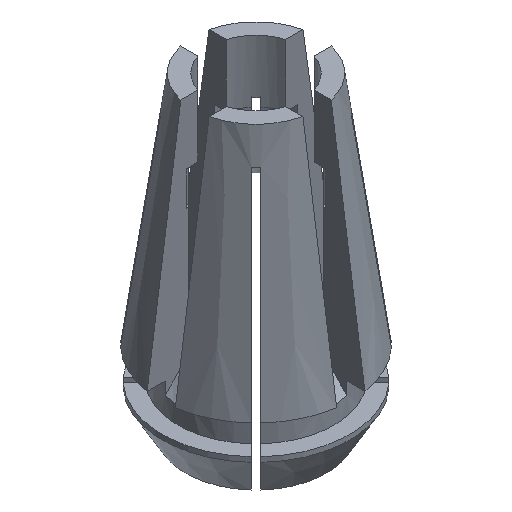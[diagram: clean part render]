
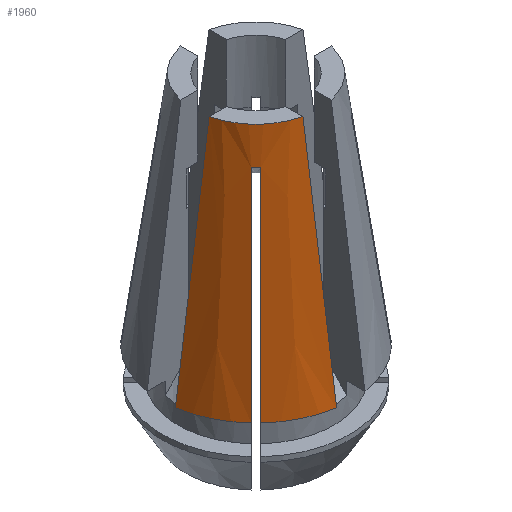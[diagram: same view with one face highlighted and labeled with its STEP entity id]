
A CAD part, isometric view. The second image highlights one B-rep face of the part: STEP entity #1960.
In plain terms, the highlighted conical face has half-angle 8 degrees and reference radius 8.464 mm.
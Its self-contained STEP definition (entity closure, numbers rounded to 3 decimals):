
#6 = VERTEX_POINT ( 'NONE', #2848 ) ;
#79 = CARTESIAN_POINT ( 'NONE',  ( -4.203, -4.628, -5.059 ) ) ;
#110 = CARTESIAN_POINT ( 'NONE',  ( -6.193, -5.769, -20.8 ) ) ;
#116 = CARTESIAN_POINT ( 'NONE',  ( -5.705, -5.281, -15.895 ) ) ;
#226 = CARTESIAN_POINT ( 'NONE',  ( -7.386, -1.25, -13.866 ) ) ;
#280 = CARTESIAN_POINT ( 'NONE',  ( -3.999, -4.423, -3.005 ) ) ;
#338 = ORIENTED_EDGE ( 'NONE', *, *, #761, .T. ) ;
#341 = CARTESIAN_POINT ( 'NONE',  ( -4.101, -4.525, -4.032 ) ) ;
#399 = CARTESIAN_POINT ( 'NONE',  ( -5.218, -4.793, -10.99 ) ) ;
#453 = VERTEX_POINT ( 'NONE', #624 ) ;
#480 = DIRECTION ( 'NONE',  ( 0., 0., 1. ) ) ;
#541 = EDGE_CURVE ( 'NONE', #2295, #6, #2171, .T. ) ;
#610 = CARTESIAN_POINT ( 'NONE',  ( -4.628, -4.203, -5.059 ) ) ;
#624 = CARTESIAN_POINT ( 'NONE',  ( -1.25, -8.371, -20.8 ) ) ;
#630 = EDGE_LOOP ( 'NONE', ( #1939, #2377, #1449, #656, #3039, #1341, #338, #3050 ) ) ;
#656 = ORIENTED_EDGE ( 'NONE', *, *, #2581, .F. ) ;
#761 = EDGE_CURVE ( 'NONE', #6, #2797, #1247, .T. ) ;
#809 = AXIS2_PLACEMENT_3D ( 'NONE', #1303, #3184, #3192 ) ;
#1051 = VERTEX_POINT ( 'NONE', #2937 ) ;
#1092 = CARTESIAN_POINT ( 'NONE',  ( -1.25, -6.398, -6.932 ) ) ;
#1120 = AXIS2_PLACEMENT_3D ( 'NONE', #2614, #1801, #1240 ) ;
#1128 = CARTESIAN_POINT ( 'NONE',  ( -5.769, -6.193, -20.8 ) ) ;
#1144 = CARTESIAN_POINT ( 'NONE',  ( -4.793, -5.218, -10.99 ) ) ;
#1160 = VERTEX_POINT ( 'NONE', #2976 ) ;
#1209 = CARTESIAN_POINT ( 'NONE',  ( 0., 0., -20.8 ) ) ;
#1236 = B_SPLINE_CURVE_WITH_KNOTS ( 'NONE', 3,
 ( #1128, #1370, #1144, #1652, #79, #341, #1932 ),
 .UNSPECIFIED., .F., .F.,
 ( 4, 3, 4 ),
 ( 0., 0.015, 0.018 ),
 .UNSPECIFIED. ) ;
#1240 = DIRECTION ( 'NONE',  ( 1., 0., 0. ) ) ;
#1247 = B_SPLINE_CURVE_WITH_KNOTS ( 'NONE', 3,
 ( #110, #116, #399, #2519, #610, #2482, #1405 ),
 .UNSPECIFIED., .F., .F.,
 ( 4, 3, 4 ),
 ( 0., 0.015, 0.018 ),
 .UNSPECIFIED. ) ;
#1258 = CARTESIAN_POINT ( 'NONE',  ( 0., 0., -20.8 ) ) ;
#1301 = EDGE_CURVE ( 'NONE', #2225, #453, #2328, .T. ) ;
#1303 = CARTESIAN_POINT ( 'NONE',  ( 0., 0., -20.8 ) ) ;
#1341 = ORIENTED_EDGE ( 'NONE', *, *, #541, .T. ) ;
#1353 = FACE_OUTER_BOUND ( 'NONE', #630, .T. ) ;
#1368 = CARTESIAN_POINT ( 'NONE',  ( -3.999, -4.423, -3.005 ) ) ;
#1370 = CARTESIAN_POINT ( 'NONE',  ( -5.281, -5.705, -15.895 ) ) ;
#1405 = CARTESIAN_POINT ( 'NONE',  ( -4.423, -3.999, -3.005 ) ) ;
#1449 = ORIENTED_EDGE ( 'NONE', *, *, #1301, .F. ) ;
#1541 = VERTEX_POINT ( 'NONE', #280 ) ;
#1544 = CARTESIAN_POINT ( 'NONE',  ( -6.398, -1.25, -6.932 ) ) ;
#1599 = CARTESIAN_POINT ( 'NONE',  ( -4.423, -3.999, -3.005 ) ) ;
#1644 = CIRCLE ( 'NONE', #1120, 5.54 ) ;
#1652 = CARTESIAN_POINT ( 'NONE',  ( -4.305, -4.73, -6.086 ) ) ;
#1693 = EDGE_CURVE ( 'NONE', #1160, #453, #3324, .T. ) ;
#1761 = EDGE_CURVE ( 'NONE', #1051, #2295, #2811, .T. ) ;
#1773 = DIRECTION ( 'NONE',  ( 0., 0., 1. ) ) ;
#1775 = DIRECTION ( 'NONE',  ( 1., 0., 0. ) ) ;
#1788 = CARTESIAN_POINT ( 'NONE',  ( -5.398, -1.25, 0. ) ) ;
#1801 = DIRECTION ( 'NONE',  ( 0., 0., 1. ) ) ;
#1894 = CARTESIAN_POINT ( 'NONE',  ( -1.25, -5.398, 0. ) ) ;
#1932 = CARTESIAN_POINT ( 'NONE',  ( -3.999, -4.423, -3.005 ) ) ;
#1939 = ORIENTED_EDGE ( 'NONE', *, *, #2991, .F. ) ;
#1944 = CARTESIAN_POINT ( 'NONE',  ( -1.25, -8.371, -20.8 ) ) ;
#1960 = ADVANCED_FACE ( 'NONE', ( #1353 ), #2320, .T. ) ;
#2066 = AXIS2_PLACEMENT_3D ( 'NONE', #1209, #1773, #2325 ) ;
#2171 = CIRCLE ( 'NONE', #2066, 8.464 ) ;
#2225 = VERTEX_POINT ( 'NONE', #2669 ) ;
#2276 = EDGE_CURVE ( 'NONE', #2797, #1541, #3320, .T. ) ;
#2295 = VERTEX_POINT ( 'NONE', #2697 ) ;
#2320 = CONICAL_SURFACE ( 'NONE', #809, 8.464, 0.14 ) ;
#2325 = DIRECTION ( 'NONE',  ( 1., 0., 0. ) ) ;
#2328 = B_SPLINE_CURVE_WITH_KNOTS ( 'NONE', 3,
 ( #1894, #1092, #3236, #1944 ),
 .UNSPECIFIED., .F., .F.,
 ( 4, 4 ),
 ( 0.018, 0.039 ),
 .UNSPECIFIED. ) ;
#2377 = ORIENTED_EDGE ( 'NONE', *, *, #1693, .T. ) ;
#2450 = CARTESIAN_POINT ( 'NONE',  ( -4.289, -4.146, -2.998 ) ) ;
#2482 = CARTESIAN_POINT ( 'NONE',  ( -4.525, -4.101, -4.032 ) ) ;
#2519 = CARTESIAN_POINT ( 'NONE',  ( -4.73, -4.305, -6.086 ) ) ;
#2581 = EDGE_CURVE ( 'NONE', #1051, #2225, #1644, .T. ) ;
#2614 = CARTESIAN_POINT ( 'NONE',  ( 0., 0., 0. ) ) ;
#2641 = AXIS2_PLACEMENT_3D ( 'NONE', #1258, #480, #1775 ) ;
#2669 = CARTESIAN_POINT ( 'NONE',  ( -1.25, -5.398, 0. ) ) ;
#2697 = CARTESIAN_POINT ( 'NONE',  ( -8.371, -1.25, -20.8 ) ) ;
#2797 = VERTEX_POINT ( 'NONE', #3414 ) ;
#2811 = B_SPLINE_CURVE_WITH_KNOTS ( 'NONE', 3,
 ( #1788, #1544, #226, #3342 ),
 .UNSPECIFIED., .F., .F.,
 ( 4, 4 ),
 ( 0.018, 0.039 ),
 .UNSPECIFIED. ) ;
#2848 = CARTESIAN_POINT ( 'NONE',  ( -6.193, -5.769, -20.8 ) ) ;
#2937 = CARTESIAN_POINT ( 'NONE',  ( -5.398, -1.25, 0. ) ) ;
#2968 = CARTESIAN_POINT ( 'NONE',  ( -4.147, -4.288, -2.998 ) ) ;
#2976 = CARTESIAN_POINT ( 'NONE',  ( -5.769, -6.193, -20.8 ) ) ;
#2991 = EDGE_CURVE ( 'NONE', #1160, #1541, #1236, .T. ) ;
#3039 = ORIENTED_EDGE ( 'NONE', *, *, #1761, .T. ) ;
#3050 = ORIENTED_EDGE ( 'NONE', *, *, #2276, .T. ) ;
#3184 = DIRECTION ( 'NONE',  ( 0., 0., -1. ) ) ;
#3192 = DIRECTION ( 'NONE',  ( -1., 0., 0. ) ) ;
#3236 = CARTESIAN_POINT ( 'NONE',  ( -1.25, -7.386, -13.866 ) ) ;
#3320 = B_SPLINE_CURVE_WITH_KNOTS ( 'NONE', 3,
 ( #1599, #2450, #2968, #1368 ),
 .UNSPECIFIED., .F., .F.,
 ( 4, 4 ),
 ( 0.003, 0.004 ),
 .UNSPECIFIED. ) ;
#3324 = CIRCLE ( 'NONE', #2641, 8.464 ) ;
#3342 = CARTESIAN_POINT ( 'NONE',  ( -8.371, -1.25, -20.8 ) ) ;
#3414 = CARTESIAN_POINT ( 'NONE',  ( -4.423, -3.999, -3.005 ) ) ;
